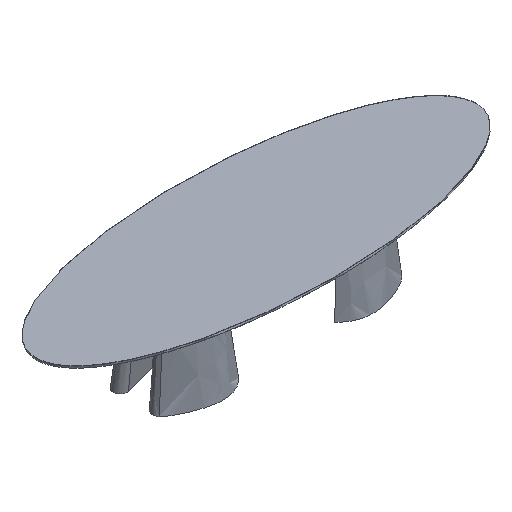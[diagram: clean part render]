
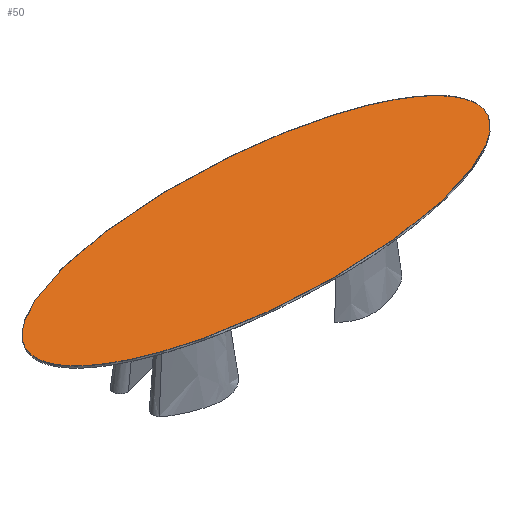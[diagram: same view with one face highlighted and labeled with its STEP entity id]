
A CAD part, isometric view. The second image highlights one B-rep face of the part: STEP entity #50.
In plain terms, the highlighted planar face has unit normal (0, 0, 1).
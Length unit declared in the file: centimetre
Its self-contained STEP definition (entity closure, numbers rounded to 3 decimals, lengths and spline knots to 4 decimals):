
#50=ADVANCED_FACE('',(#92),#530,.T.);
#92=FACE_OUTER_BOUND('',#134,.T.);
#134=EDGE_LOOP('',(#181));
#181=ORIENTED_EDGE('',*,*,#331,.T.);
#331=EDGE_CURVE('',#479,#479,#408,.T.);
#408=(
BOUNDED_CURVE()
B_SPLINE_CURVE(2,(#2115,#2116,#2117,#2118,#2119,#2120,#2121,#2122,#2123),
 .UNSPECIFIED.,.T.,.F.)
B_SPLINE_CURVE_WITH_KNOTS((3,2,2,2,3),(0.,1.5708,3.1416,
4.7124,6.2832),.UNSPECIFIED.)
CURVE()
GEOMETRIC_REPRESENTATION_ITEM()
RATIONAL_B_SPLINE_CURVE((1.,0.707,1.,0.707,1.,0.707,
1.,0.707,1.))
REPRESENTATION_ITEM('')
);
#479=VERTEX_POINT('',#2108);
#530=PLANE('',#609);
#609=AXIS2_PLACEMENT_3D('',#687,#639,$);
#639=DIRECTION('',(0.,0.,1.));
#687=CARTESIAN_POINT('',(-158.3093,-98.7919,72.));
#2108=CARTESIAN_POINT('',(246.6907,-17.5419,72.));
#2115=CARTESIAN_POINT('',(246.6907,-17.5419,72.));
#2116=CARTESIAN_POINT('',(246.6907,47.4581,72.));
#2117=CARTESIAN_POINT('',(66.6907,47.4581,72.));
#2118=CARTESIAN_POINT('',(-113.3093,47.4581,72.));
#2119=CARTESIAN_POINT('',(-113.3093,-17.5419,72.));
#2120=CARTESIAN_POINT('',(-113.3093,-82.5419,72.));
#2121=CARTESIAN_POINT('',(66.6907,-82.5419,72.));
#2122=CARTESIAN_POINT('',(246.6907,-82.5419,72.));
#2123=CARTESIAN_POINT('',(246.6907,-17.5419,72.));
